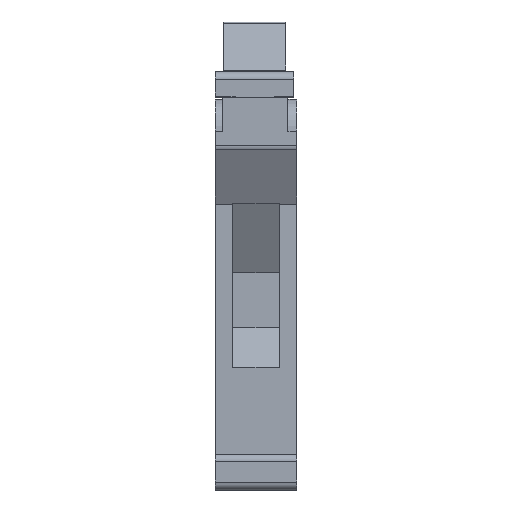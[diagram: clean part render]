
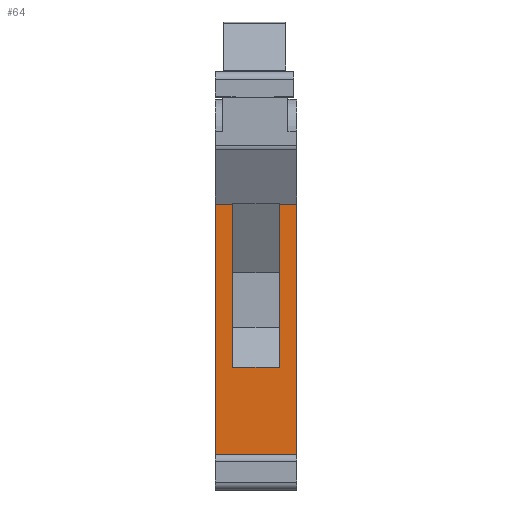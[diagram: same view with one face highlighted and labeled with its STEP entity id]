
A CAD part, front view. The second image highlights one B-rep face of the part: STEP entity #64.
In plain terms, the highlighted planar face has unit normal (0, -1, 0).
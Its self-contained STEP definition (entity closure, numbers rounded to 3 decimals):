
#64=ADVANCED_FACE('',(#376),#377,.T.);
#376=FACE_OUTER_BOUND('',#972,.T.);
#377=PLANE('',#973);
#972=EDGE_LOOP('',(#1792,#1793,#1794,#1795,#1796,#1797,#1798,#1799));
#973=AXIS2_PLACEMENT_3D('',#1800,#1801,#1802);
#1792=ORIENTED_EDGE('',*,*,#4246,.F.);
#1793=ORIENTED_EDGE('',*,*,#4245,.F.);
#1794=ORIENTED_EDGE('',*,*,#4247,.F.);
#1795=ORIENTED_EDGE('',*,*,#4248,.F.);
#1796=ORIENTED_EDGE('',*,*,#4249,.F.);
#1797=ORIENTED_EDGE('',*,*,#4250,.T.);
#1798=ORIENTED_EDGE('',*,*,#4251,.F.);
#1799=ORIENTED_EDGE('',*,*,#4252,.F.);
#1800=CARTESIAN_POINT('',(-4.1,-199.01,363.437));
#1801=DIRECTION('',(0.,-1.0,0.));
#1802=DIRECTION('',(1.0,0.0,0.));
#4245=EDGE_CURVE('',#5234,#5022,#5236,.T.);
#4246=EDGE_CURVE('',#5022,#5237,#5238,.T.);
#4247=EDGE_CURVE('',#5239,#5234,#5240,.T.);
#4248=EDGE_CURVE('',#5241,#5239,#5242,.T.);
#4249=EDGE_CURVE('',#5243,#5241,#5244,.T.);
#4250=EDGE_CURVE('',#5243,#5245,#5246,.T.);
#4251=EDGE_CURVE('',#5247,#5245,#5248,.T.);
#4252=EDGE_CURVE('',#5237,#5247,#5249,.T.);
#5022=VERTEX_POINT('',#6563);
#5234=VERTEX_POINT('',#6837);
#5236=LINE('',#6840,#6841);
#5237=VERTEX_POINT('',#6842);
#5238=LINE('',#6843,#6844);
#5239=VERTEX_POINT('',#6845);
#5240=LINE('',#6846,#6847);
#5241=VERTEX_POINT('',#6848);
#5242=LINE('',#6849,#6850);
#5243=VERTEX_POINT('',#6851);
#5244=LINE('',#6852,#6853);
#5245=VERTEX_POINT('',#6854);
#5246=LINE('',#6855,#6856);
#5247=VERTEX_POINT('',#6857);
#5248=LINE('',#6858,#6859);
#5249=LINE('',#6860,#6861);
#6563=CARTESIAN_POINT('',(5.1,-199.01,356.193));
#6837=CARTESIAN_POINT('',(5.1,-199.01,387.976));
#6840=CARTESIAN_POINT('',(5.1,-199.01,387.976));
#6841=VECTOR('',#8875,31.782);
#6842=CARTESIAN_POINT('',(-5.1,-199.01,356.193));
#6843=CARTESIAN_POINT('',(5.1,-199.01,356.193));
#6844=VECTOR('',#8876,10.2);
#6845=CARTESIAN_POINT('',(2.95,-199.01,387.976));
#6846=CARTESIAN_POINT('',(2.95,-199.01,387.976));
#6847=VECTOR('',#8877,2.15);
#6848=CARTESIAN_POINT('',(2.95,-199.01,367.441));
#6849=CARTESIAN_POINT('',(2.95,-199.01,367.441));
#6850=VECTOR('',#8878,20.534);
#6851=CARTESIAN_POINT('',(-2.95,-199.01,367.441));
#6852=CARTESIAN_POINT('',(-2.95,-199.01,367.441));
#6853=VECTOR('',#8879,5.9);
#6854=CARTESIAN_POINT('',(-2.95,-199.01,387.976));
#6855=CARTESIAN_POINT('',(-2.95,-199.01,367.441));
#6856=VECTOR('',#8880,20.534);
#6857=CARTESIAN_POINT('',(-5.1,-199.01,387.976));
#6858=CARTESIAN_POINT('',(-5.1,-199.01,387.976));
#6859=VECTOR('',#8881,2.15);
#6860=CARTESIAN_POINT('',(-5.1,-199.01,356.193));
#6861=VECTOR('',#8882,31.782);
#8875=DIRECTION('',(0.,0.,-1.0));
#8876=DIRECTION('',(-1.0,0.0,0.));
#8877=DIRECTION('',(1.,0.,0.));
#8878=DIRECTION('',(0.,0.,1.));
#8879=DIRECTION('',(1.0,0.0,0.));
#8880=DIRECTION('',(0.,0.,1.));
#8881=DIRECTION('',(1.,0.,0.));
#8882=DIRECTION('',(0.,0.,1.0));
